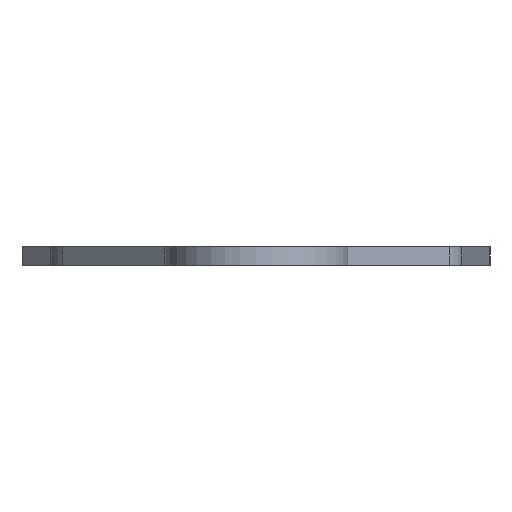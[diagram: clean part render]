
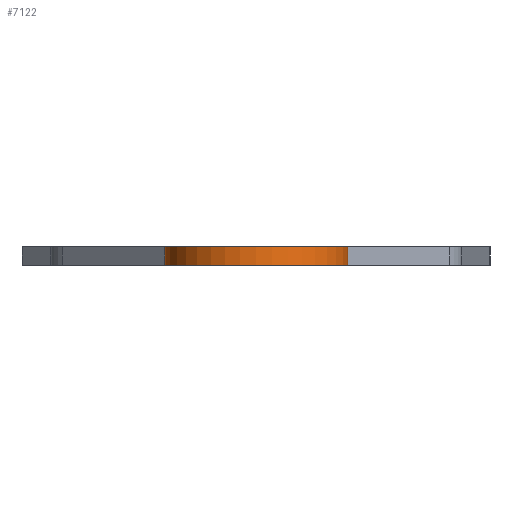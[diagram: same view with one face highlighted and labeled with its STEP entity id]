
A CAD part, front view. The second image highlights one B-rep face of the part: STEP entity #7122.
In plain terms, the highlighted cylindrical face has radius 15 mm (diameter 30 mm), a partial arc.
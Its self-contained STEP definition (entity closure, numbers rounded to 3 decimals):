
#39=CYLINDRICAL_SURFACE('',#7308,15.);
#86=CIRCLE('',#7278,15.);
#95=CIRCLE('',#7288,15.);
#444=FACE_OUTER_BOUND('',#865,.T.);
#865=EDGE_LOOP('',(#6024,#6025,#6026,#6027));
#1310=LINE('',#13965,#1751);
#1311=LINE('',#13967,#1752);
#1751=VECTOR('',#7802,10.);
#1752=VECTOR('',#7805,10.);
#3040=VERTEX_POINT('',#13879);
#3041=VERTEX_POINT('',#13881);
#3055=VERTEX_POINT('',#13910);
#3056=VERTEX_POINT('',#13912);
#4044=EDGE_CURVE('',#3040,#3041,#86,.T.);
#4059=EDGE_CURVE('',#3056,#3055,#95,.T.);
#4086=EDGE_CURVE('',#3055,#3041,#1310,.T.);
#4087=EDGE_CURVE('',#3056,#3040,#1311,.T.);
#6024=ORIENTED_EDGE('',*,*,#4059,.T.);
#6025=ORIENTED_EDGE('',*,*,#4086,.T.);
#6026=ORIENTED_EDGE('',*,*,#4044,.F.);
#6027=ORIENTED_EDGE('',*,*,#4087,.F.);
#7122=ADVANCED_FACE('',(#444),#39,.T.);
#7278=AXIS2_PLACEMENT_3D('',#13882,#7720,#7721);
#7288=AXIS2_PLACEMENT_3D('',#13913,#7746,#7747);
#7308=AXIS2_PLACEMENT_3D('',#13966,#7803,#7804);
#7720=DIRECTION('center_axis',(0.,0.,1.));
#7721=DIRECTION('ref_axis',(1.,0.,0.));
#7746=DIRECTION('center_axis',(0.,0.,1.));
#7747=DIRECTION('ref_axis',(1.,0.,0.));
#7802=DIRECTION('',(0.,0.,1.));
#7803=DIRECTION('center_axis',(0.,0.,1.));
#7804=DIRECTION('ref_axis',(1.,0.,0.));
#7805=DIRECTION('',(0.,0.,1.));
#13879=CARTESIAN_POINT('',(-15.,0.,3.));
#13881=CARTESIAN_POINT('',(15.,0.017,3.));
#13882=CARTESIAN_POINT('Origin',(0.,0.,3.));
#13910=CARTESIAN_POINT('',(15.,0.017,0.));
#13912=CARTESIAN_POINT('',(-15.,0.,0.));
#13913=CARTESIAN_POINT('Origin',(0.,0.,0.));
#13965=CARTESIAN_POINT('',(15.,0.017,0.));
#13966=CARTESIAN_POINT('Origin',(0.,0.,0.));
#13967=CARTESIAN_POINT('',(-15.,0.,0.));
